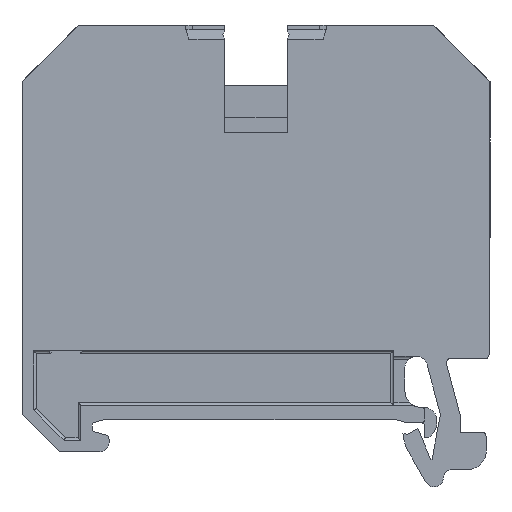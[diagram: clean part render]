
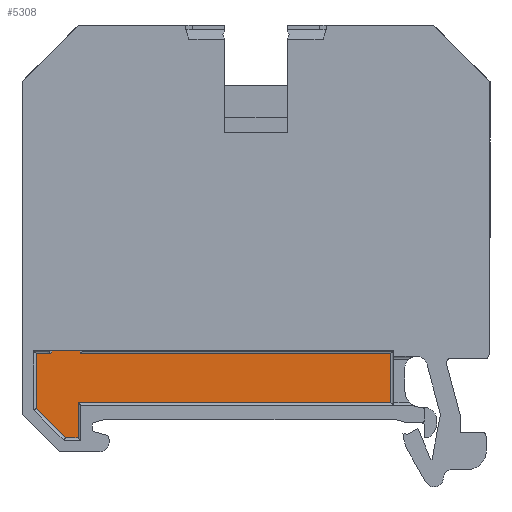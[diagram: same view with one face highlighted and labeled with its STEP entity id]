
A CAD part, left-side view. The second image highlights one B-rep face of the part: STEP entity #5308.
In plain terms, the highlighted planar face has unit normal (-1, 0, 0).
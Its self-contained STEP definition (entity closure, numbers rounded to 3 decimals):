
#5281=AXIS2_PLACEMENT_3D('Plane Axis2P3D',#5278,#5279,#5280) ;
#3168=CARTESIAN_POINT('Vertex',(5.85,46.774,14.55)) ;
#3171=CARTESIAN_POINT('Line Origine',(5.85,45.262,14.55)) ;
#3175=CARTESIAN_POINT('Vertex',(5.85,43.75,14.55)) ;
#4584=CARTESIAN_POINT('Line Origine',(5.85,48.5,11.5)) ;
#4588=CARTESIAN_POINT('Vertex',(5.85,48.5,14.25)) ;
#4590=CARTESIAN_POINT('Vertex',(5.85,48.5,8.371)) ;
#4620=CARTESIAN_POINT('Line Origine',(5.85,49.481,9.352)) ;
#4624=CARTESIAN_POINT('Vertex',(5.85,45.379,5.25)) ;
#4646=CARTESIAN_POINT('Line Origine',(5.85,29.541,5.25)) ;
#4650=CARTESIAN_POINT('Vertex',(5.85,44.,5.25)) ;
#4673=CARTESIAN_POINT('Line Origine',(5.85,44.,11.5)) ;
#4677=CARTESIAN_POINT('Vertex',(5.85,44.,9.)) ;
#4717=CARTESIAN_POINT('Line Origine',(5.85,28.791,9.)) ;
#4721=CARTESIAN_POINT('Vertex',(5.85,10.582,9.)) ;
#5213=CARTESIAN_POINT('Line Origine',(5.85,10.582,11.5)) ;
#5217=CARTESIAN_POINT('Vertex',(5.85,10.582,14.25)) ;
#5240=CARTESIAN_POINT('Line Origine',(5.85,29.541,14.25)) ;
#5244=CARTESIAN_POINT('Vertex',(5.85,43.75,14.25)) ;
#5267=CARTESIAN_POINT('Line Origine',(5.85,43.75,11.5)) ;
#5278=CARTESIAN_POINT('Axis2P3D Location',(5.85,25.,6.85)) ;
#5283=CARTESIAN_POINT('Line Origine',(5.85,46.86,14.4)) ;
#5287=CARTESIAN_POINT('Vertex',(5.85,46.947,14.25)) ;
#5290=CARTESIAN_POINT('Line Origine',(5.85,47.723,14.25)) ;
#3172=DIRECTION('Vector Direction',(0.,1.,0.)) ;
#4585=DIRECTION('Vector Direction',(0.,0.,-1.)) ;
#4621=DIRECTION('Vector Direction',(0.,0.707,0.707)) ;
#4647=DIRECTION('Vector Direction',(0.,-1.,0.)) ;
#4674=DIRECTION('Vector Direction',(0.,0.,1.)) ;
#4718=DIRECTION('Vector Direction',(0.,-1.,0.)) ;
#5214=DIRECTION('Vector Direction',(0.,0.,1.)) ;
#5241=DIRECTION('Vector Direction',(0.,-1.,0.)) ;
#5268=DIRECTION('Vector Direction',(0.,0.,-1.)) ;
#5279=DIRECTION('Axis2P3D Direction',(1.,0.,0.)) ;
#5280=DIRECTION('Axis2P3D XDirection',(0.,1.,0.)) ;
#5284=DIRECTION('Vector Direction',(0.,-0.5,0.866)) ;
#5291=DIRECTION('Vector Direction',(0.,-1.,0.)) ;
#3173=VECTOR('Line Direction',#3172,1.) ;
#4586=VECTOR('Line Direction',#4585,1.) ;
#4622=VECTOR('Line Direction',#4621,1.) ;
#4648=VECTOR('Line Direction',#4647,1.) ;
#4675=VECTOR('Line Direction',#4674,1.) ;
#4719=VECTOR('Line Direction',#4718,1.) ;
#5215=VECTOR('Line Direction',#5214,1.) ;
#5242=VECTOR('Line Direction',#5241,1.) ;
#5269=VECTOR('Line Direction',#5268,1.) ;
#5285=VECTOR('Line Direction',#5284,1.) ;
#5292=VECTOR('Line Direction',#5291,1.) ;
#5296=ORIENTED_EDGE('',*,*,#3177,.T.) ;
#5297=ORIENTED_EDGE('',*,*,#5289,.T.) ;
#5298=ORIENTED_EDGE('',*,*,#5294,.T.) ;
#5299=ORIENTED_EDGE('',*,*,#4592,.T.) ;
#5300=ORIENTED_EDGE('',*,*,#4626,.T.) ;
#5301=ORIENTED_EDGE('',*,*,#4652,.T.) ;
#5302=ORIENTED_EDGE('',*,*,#4679,.T.) ;
#5303=ORIENTED_EDGE('',*,*,#4723,.T.) ;
#5304=ORIENTED_EDGE('',*,*,#5219,.T.) ;
#5305=ORIENTED_EDGE('',*,*,#5246,.T.) ;
#5306=ORIENTED_EDGE('',*,*,#5271,.T.) ;
#5308=ADVANCED_FACE('19991_KLTR_SAK_16/35.1\\Hauptkoerper',(#5307),#5282,.F.) ;
#3177=EDGE_CURVE('',#3176,#3169,#3174,.T.) ;
#4592=EDGE_CURVE('',#4589,#4591,#4587,.T.) ;
#4626=EDGE_CURVE('',#4591,#4625,#4623,.F.) ;
#4652=EDGE_CURVE('',#4625,#4651,#4649,.T.) ;
#4679=EDGE_CURVE('',#4651,#4678,#4676,.T.) ;
#4723=EDGE_CURVE('',#4678,#4722,#4720,.T.) ;
#5219=EDGE_CURVE('',#4722,#5218,#5216,.T.) ;
#5246=EDGE_CURVE('',#5218,#5245,#5243,.F.) ;
#5271=EDGE_CURVE('',#5245,#3176,#5270,.F.) ;
#5289=EDGE_CURVE('',#3169,#5288,#5286,.F.) ;
#5294=EDGE_CURVE('',#5288,#4589,#5293,.F.) ;
#5295=EDGE_LOOP('',(#5296,#5297,#5298,#5299,#5300,#5301,#5302,#5303,#5304,#5305,#5306)) ;
#5307=FACE_OUTER_BOUND('',#5295,.T.) ;
#3174=LINE('Line',#3171,#3173) ;
#4587=LINE('Line',#4584,#4586) ;
#4623=LINE('Line',#4620,#4622) ;
#4649=LINE('Line',#4646,#4648) ;
#4676=LINE('Line',#4673,#4675) ;
#4720=LINE('Line',#4717,#4719) ;
#5216=LINE('Line',#5213,#5215) ;
#5243=LINE('Line',#5240,#5242) ;
#5270=LINE('Line',#5267,#5269) ;
#5286=LINE('Line',#5283,#5285) ;
#5293=LINE('Line',#5290,#5292) ;
#5282=PLANE('',#5281) ;
#3169=VERTEX_POINT('',#3168) ;
#3176=VERTEX_POINT('',#3175) ;
#4589=VERTEX_POINT('',#4588) ;
#4591=VERTEX_POINT('',#4590) ;
#4625=VERTEX_POINT('',#4624) ;
#4651=VERTEX_POINT('',#4650) ;
#4678=VERTEX_POINT('',#4677) ;
#4722=VERTEX_POINT('',#4721) ;
#5218=VERTEX_POINT('',#5217) ;
#5245=VERTEX_POINT('',#5244) ;
#5288=VERTEX_POINT('',#5287) ;
